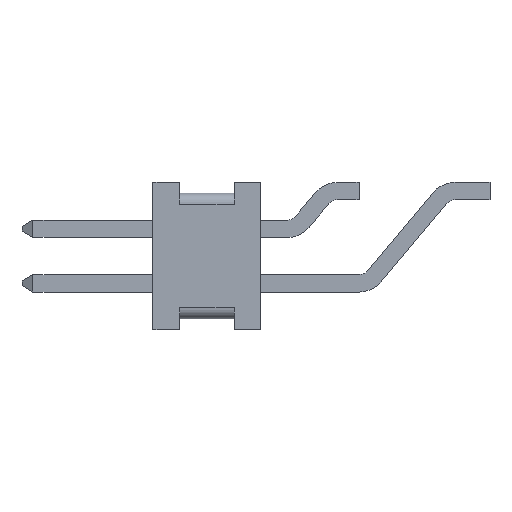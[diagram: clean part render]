
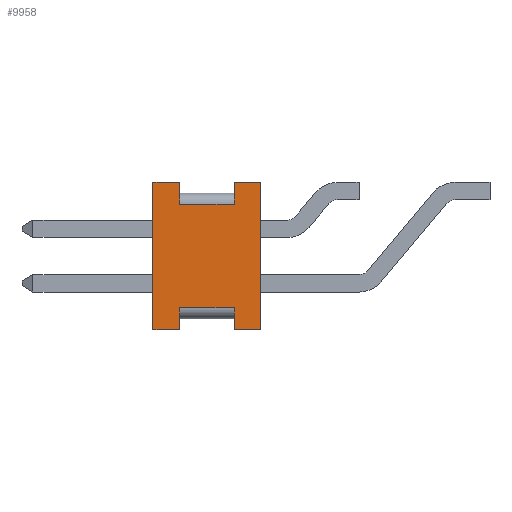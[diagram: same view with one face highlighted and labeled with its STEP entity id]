
A CAD part, left-side view. The second image highlights one B-rep face of the part: STEP entity #9958.
In plain terms, the highlighted planar face has unit normal (-1, 0, 0).
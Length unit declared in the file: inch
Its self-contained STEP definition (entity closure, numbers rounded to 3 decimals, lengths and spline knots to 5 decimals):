
#218 = VECTOR ( 'NONE', #3975, 39.37008 ) ;
#236 = CARTESIAN_POINT ( 'NONE',  ( -0.125, 0.0245, 0.0475 ) ) ;
#346 = VECTOR ( 'NONE', #4952, 39.37008 ) ;
#369 = VECTOR ( 'NONE', #6241, 39.37008 ) ;
#408 = DIRECTION ( 'NONE',  ( 0., -1., 0. ) ) ;
#409 = AXIS2_PLACEMENT_3D ( 'NONE', #11330, #9264, #736 ) ;
#419 = CARTESIAN_POINT ( 'NONE',  ( -0.125, 0.099, -0.0675 ) ) ;
#450 = VERTEX_POINT ( 'NONE', #8127 ) ;
#658 = EDGE_LOOP ( 'NONE', ( #12874, #10618, #4376, #10340, #9149, #13124, #13472, #10096, #3624, #2910, #7442, #10653 ) ) ;
#736 = DIRECTION ( 'NONE',  ( 0., 0., -1. ) ) ;
#900 = EDGE_CURVE ( 'NONE', #6287, #11181, #10572, .T. ) ;
#1184 = CARTESIAN_POINT ( 'NONE',  ( -0.125, 0.0745, 0.0675 ) ) ;
#1635 = DIRECTION ( 'NONE',  ( 0., 1., 0. ) ) ;
#1770 = DIRECTION ( 'NONE',  ( 0., -1., 0. ) ) ;
#2077 = CARTESIAN_POINT ( 'NONE',  ( -0.125, 0.099, -0.0475 ) ) ;
#2153 = VERTEX_POINT ( 'NONE', #6679 ) ;
#2364 = CARTESIAN_POINT ( 'NONE',  ( -0.125, 0.0245, -0.0675 ) ) ;
#2509 = CARTESIAN_POINT ( 'NONE',  ( -0.125, 0.0745, -0.0675 ) ) ;
#2910 = ORIENTED_EDGE ( 'NONE', *, *, #11456, .T. ) ;
#3029 = LINE ( 'NONE', #12260, #218 ) ;
#3496 = LINE ( 'NONE', #9438, #369 ) ;
#3624 = ORIENTED_EDGE ( 'NONE', *, *, #4990, .T. ) ;
#3684 = CARTESIAN_POINT ( 'NONE',  ( -0.125, 0.099, -0.0675 ) ) ;
#3742 = CARTESIAN_POINT ( 'NONE',  ( -0.125, 0.0245, -0.0675 ) ) ;
#3920 = CARTESIAN_POINT ( 'NONE',  ( -0.125, 0., 0.0675 ) ) ;
#3947 = EDGE_CURVE ( 'NONE', #11181, #9979, #7789, .T. ) ;
#3951 = VERTEX_POINT ( 'NONE', #6266 ) ;
#3975 = DIRECTION ( 'NONE',  ( 0., 0., -1. ) ) ;
#4001 = PLANE ( 'NONE',  #409 ) ;
#4376 = ORIENTED_EDGE ( 'NONE', *, *, #12140, .F. ) ;
#4379 = DIRECTION ( 'NONE',  ( 0., 0., -1. ) ) ;
#4952 = DIRECTION ( 'NONE',  ( 0., -1., 0. ) ) ;
#4990 = EDGE_CURVE ( 'NONE', #6885, #5867, #9896, .T. ) ;
#5036 = EDGE_CURVE ( 'NONE', #8666, #450, #3496, .T. ) ;
#5280 = LINE ( 'NONE', #7020, #346 ) ;
#5623 = CARTESIAN_POINT ( 'NONE',  ( -0.125, 0.0745, -0.0475 ) ) ;
#5867 = VERTEX_POINT ( 'NONE', #10727 ) ;
#5965 = EDGE_CURVE ( 'NONE', #8666, #6287, #13461, .T. ) ;
#6082 = VECTOR ( 'NONE', #7600, 39.37008 ) ;
#6163 = LINE ( 'NONE', #3920, #7942 ) ;
#6241 = DIRECTION ( 'NONE',  ( 0., 0., 1. ) ) ;
#6266 = CARTESIAN_POINT ( 'NONE',  ( -0.125, 0.0245, 0.0675 ) ) ;
#6287 = VERTEX_POINT ( 'NONE', #2509 ) ;
#6409 = VECTOR ( 'NONE', #4379, 39.37008 ) ;
#6482 = CARTESIAN_POINT ( 'NONE',  ( -0.125, 0.0245, -0.0475 ) ) ;
#6679 = CARTESIAN_POINT ( 'NONE',  ( -0.125, 0.0745, 0.0475 ) ) ;
#6687 = VERTEX_POINT ( 'NONE', #236 ) ;
#6885 = VERTEX_POINT ( 'NONE', #3742 ) ;
#6939 = VECTOR ( 'NONE', #11792, 39.37008 ) ;
#7020 = CARTESIAN_POINT ( 'NONE',  ( -0.125, 0.099, 0.0675 ) ) ;
#7224 = LINE ( 'NONE', #1184, #6082 ) ;
#7394 = VECTOR ( 'NONE', #408, 39.37008 ) ;
#7442 = ORIENTED_EDGE ( 'NONE', *, *, #12407, .F. ) ;
#7522 = VERTEX_POINT ( 'NONE', #9023 ) ;
#7600 = DIRECTION ( 'NONE',  ( 0., 0., 1. ) ) ;
#7789 = LINE ( 'NONE', #2077, #10908 ) ;
#7917 = CARTESIAN_POINT ( 'NONE',  ( -0.125, 0.099, 0.0475 ) ) ;
#7942 = VECTOR ( 'NONE', #9082, 39.37008 ) ;
#8127 = CARTESIAN_POINT ( 'NONE',  ( -0.125, 0.099, 0.0675 ) ) ;
#8666 = VERTEX_POINT ( 'NONE', #419 ) ;
#8847 = CARTESIAN_POINT ( 'NONE',  ( -0.125, 0.0745, 0.0675 ) ) ;
#8942 = CARTESIAN_POINT ( 'NONE',  ( -0.125, 0.0745, -0.0675 ) ) ;
#9023 = CARTESIAN_POINT ( 'NONE',  ( -0.125, 0., 0.0675 ) ) ;
#9082 = DIRECTION ( 'NONE',  ( 0., 0., 1. ) ) ;
#9149 = ORIENTED_EDGE ( 'NONE', *, *, #5965, .T. ) ;
#9151 = CARTESIAN_POINT ( 'NONE',  ( -0.125, 0.099, -0.0675 ) ) ;
#9264 = DIRECTION ( 'NONE',  ( 1., 0., 0. ) ) ;
#9275 = EDGE_CURVE ( 'NONE', #3951, #6687, #3029, .T. ) ;
#9416 = DIRECTION ( 'NONE',  ( 0., -1., 0. ) ) ;
#9438 = CARTESIAN_POINT ( 'NONE',  ( -0.125, 0.099, 0.0675 ) ) ;
#9533 = LINE ( 'NONE', #7917, #12642 ) ;
#9835 = LINE ( 'NONE', #2364, #6409 ) ;
#9896 = LINE ( 'NONE', #9151, #12518 ) ;
#9904 = DIRECTION ( 'NONE',  ( 0., 0., 1. ) ) ;
#9958 = ADVANCED_FACE ( 'NONE', ( #10857 ), #4001, .F. ) ;
#9979 = VERTEX_POINT ( 'NONE', #6482 ) ;
#10046 = LINE ( 'NONE', #10776, #6939 ) ;
#10096 = ORIENTED_EDGE ( 'NONE', *, *, #13354, .T. ) ;
#10340 = ORIENTED_EDGE ( 'NONE', *, *, #5036, .F. ) ;
#10572 = LINE ( 'NONE', #8942, #11902 ) ;
#10618 = ORIENTED_EDGE ( 'NONE', *, *, #10714, .T. ) ;
#10653 = ORIENTED_EDGE ( 'NONE', *, *, #9275, .T. ) ;
#10714 = EDGE_CURVE ( 'NONE', #2153, #12270, #7224, .T. ) ;
#10727 = CARTESIAN_POINT ( 'NONE',  ( -0.125, 0., -0.0675 ) ) ;
#10776 = CARTESIAN_POINT ( 'NONE',  ( -0.125, 0.099, 0.0675 ) ) ;
#10857 = FACE_OUTER_BOUND ( 'NONE', #658, .T. ) ;
#10908 = VECTOR ( 'NONE', #9416, 39.37008 ) ;
#11181 = VERTEX_POINT ( 'NONE', #5623 ) ;
#11330 = CARTESIAN_POINT ( 'NONE',  ( -0.125, 0.099, 0.0675 ) ) ;
#11456 = EDGE_CURVE ( 'NONE', #5867, #7522, #6163, .T. ) ;
#11792 = DIRECTION ( 'NONE',  ( 0., -1., 0. ) ) ;
#11902 = VECTOR ( 'NONE', #9904, 39.37008 ) ;
#12140 = EDGE_CURVE ( 'NONE', #450, #12270, #10046, .T. ) ;
#12260 = CARTESIAN_POINT ( 'NONE',  ( -0.125, 0.0245, 0.0675 ) ) ;
#12270 = VERTEX_POINT ( 'NONE', #8847 ) ;
#12407 = EDGE_CURVE ( 'NONE', #3951, #7522, #5280, .T. ) ;
#12518 = VECTOR ( 'NONE', #1770, 39.37008 ) ;
#12642 = VECTOR ( 'NONE', #1635, 39.37008 ) ;
#12874 = ORIENTED_EDGE ( 'NONE', *, *, #13069, .T. ) ;
#13069 = EDGE_CURVE ( 'NONE', #6687, #2153, #9533, .T. ) ;
#13124 = ORIENTED_EDGE ( 'NONE', *, *, #900, .T. ) ;
#13354 = EDGE_CURVE ( 'NONE', #9979, #6885, #9835, .T. ) ;
#13461 = LINE ( 'NONE', #3684, #7394 ) ;
#13472 = ORIENTED_EDGE ( 'NONE', *, *, #3947, .T. ) ;
